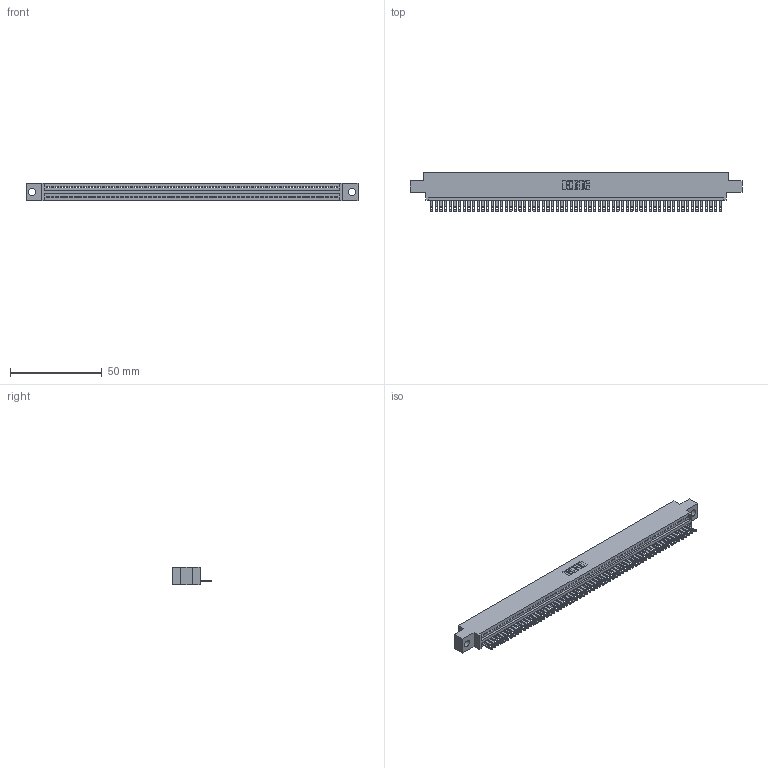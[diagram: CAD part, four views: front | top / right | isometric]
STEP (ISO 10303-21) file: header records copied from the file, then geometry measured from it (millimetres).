
FILE_DESCRIPTION (( 'STEP AP203' ), '1' );
FILE_NAME ('345-063-500-604.STEP', '2019-10-11T08:31:16', ( '' ), ( '' ), 'SwSTEP 2.0', 'SolidWorks 2016', '' );
FILE_SCHEMA (( 'CONFIG_CONTROL_DESIGN' ));
Length unit declared in the file: inch
Products named in the file (3): 345 Part_0.170 Offset - 0.156 Dia-TH; 345-063-500-604; 345-292-001_345-293-100
Assembly tree (64 placements, depth 2):
  345-063-500-604
    345 Part_0.170 Offset - 0.156 Dia-TH
    345-292-001_345-293-100  x63
Bounding box: 181.23 x 21.51 x 9.4 mm (x, y, z)
Volume: 17223.1 mm3; surface area: 23250.1 mm2
Topology: 64 solids, 64 shells, 3532 faces, 10937 edges, 7290 vertices
Faces by surface type: plane 2226, cylinder 1306
Entity records: 44653 total; most frequent: CARTESIAN_POINT 7741, ORIENTED_EDGE 7738, DIRECTION 6731, EDGE_CURVE 3869, LINE 3481, VECTOR 3481, VERTEX_POINT 2578, AXIS2_PLACEMENT_3D 1625
